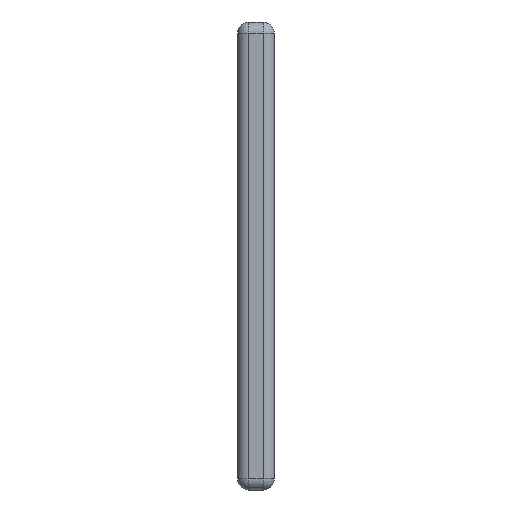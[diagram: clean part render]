
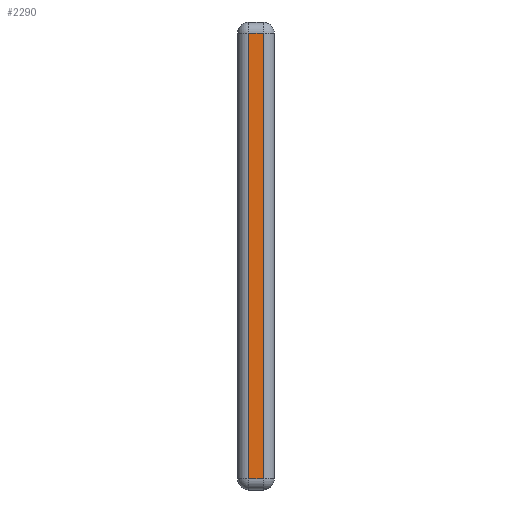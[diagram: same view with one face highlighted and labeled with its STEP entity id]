
A CAD part, left-side view. The second image highlights one B-rep face of the part: STEP entity #2290.
In plain terms, the highlighted planar face has unit normal (-1, 0, 0).
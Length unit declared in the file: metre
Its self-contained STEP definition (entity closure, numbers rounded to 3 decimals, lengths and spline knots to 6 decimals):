
#78=PLANE('',#2456);
#305=LINE('',#3685,#559);
#306=LINE('',#3688,#560);
#307=LINE('',#3690,#561);
#308=LINE('',#3692,#562);
#559=VECTOR('',#2970,1.);
#560=VECTOR('',#2971,1.);
#561=VECTOR('',#2972,1.);
#562=VECTOR('',#2973,1.);
#903=ORIENTED_EDGE('',*,*,#1499,.T.);
#904=ORIENTED_EDGE('',*,*,#1500,.T.);
#905=ORIENTED_EDGE('',*,*,#1501,.T.);
#906=ORIENTED_EDGE('',*,*,#1502,.T.);
#1499=EDGE_CURVE('',#1769,#1770,#305,.F.);
#1500=EDGE_CURVE('',#1770,#1771,#306,.F.);
#1501=EDGE_CURVE('',#1771,#1772,#307,.T.);
#1502=EDGE_CURVE('',#1772,#1769,#308,.T.);
#1769=VERTEX_POINT('',#3686);
#1770=VERTEX_POINT('',#3687);
#1771=VERTEX_POINT('',#3689);
#1772=VERTEX_POINT('',#3691);
#1938=EDGE_LOOP('',(#903,#904,#905,#906));
#2096=FACE_BOUND('',#1938,.T.);
#2290=ADVANCED_FACE('',(#2096),#78,.F.);
#2456=AXIS2_PLACEMENT_3D('',#3684,#2968,#2969);
#2968=DIRECTION('',(1.,0.,0.));
#2969=DIRECTION('',(0.,0.,-1.));
#2970=DIRECTION('',(0.,1.,0.));
#2971=DIRECTION('',(0.,0.,-1.));
#2972=DIRECTION('',(0.,1.,0.));
#2973=DIRECTION('',(0.,0.,-1.));
#3684=CARTESIAN_POINT('',(-0.04445,-0.002,0.009525));
#3685=CARTESIAN_POINT('',(-0.04445,-0.002,-0.012087));
#3686=CARTESIAN_POINT('',(-0.04445,-0.000613,-0.012087));
#3687=CARTESIAN_POINT('',(-0.04445,-0.001387,-0.012087));
#3688=CARTESIAN_POINT('',(-0.04445,-0.001387,0.0127));
#3689=CARTESIAN_POINT('',(-0.04445,-0.001387,0.012087));
#3690=CARTESIAN_POINT('',(-0.04445,0.,0.012087));
#3691=CARTESIAN_POINT('',(-0.04445,-0.000613,0.012087));
#3692=CARTESIAN_POINT('',(-0.04445,-0.000613,0.009525));
